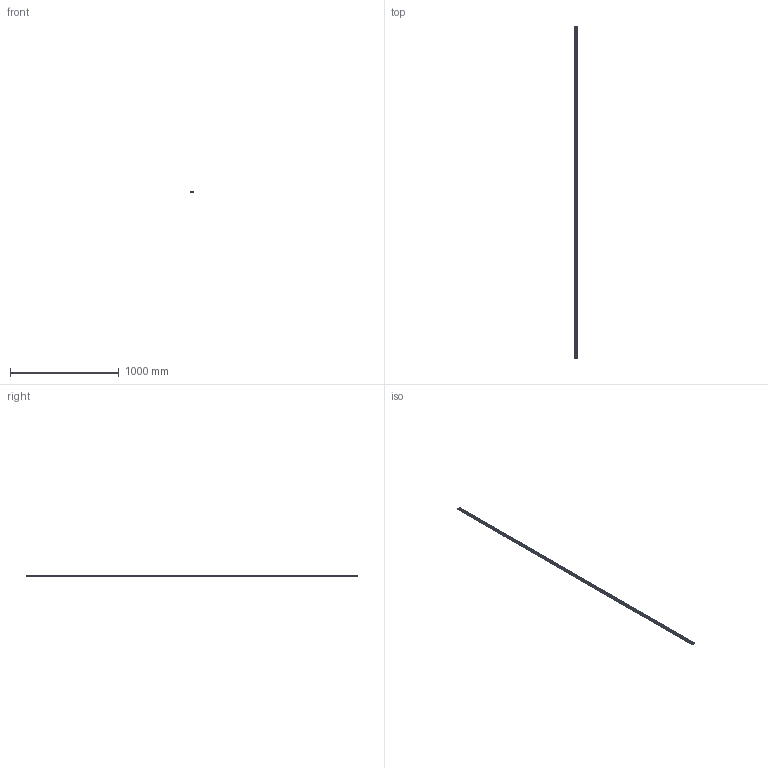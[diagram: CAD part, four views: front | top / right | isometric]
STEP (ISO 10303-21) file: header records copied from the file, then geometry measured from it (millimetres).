
FILE_DESCRIPTION(('TurboCAD Mac Pro'),'Build 980');
FILE_NAME('A1184.stp',' ',(''),(''),'ACIS Interop','IMSI','TurboCAD Mac Pro BY IMSI, INCORPORATED');
FILE_SCHEMA(('automotive_design'));
Length unit declared in the file: inch
Products named in the file (2): 1; 2
Bounding box: 31.75 x 3048 x 9.53 mm (x, y, z)
Volume: 116382.2 mm3; surface area: 461282.1 mm2
Topology: 1 solids, 1 shells, 53 faces, 153 edges, 102 vertices
Faces by surface type: bspline 33, plane 18, cylinder 2
Entity records: 2414 total; most frequent: CARTESIAN_POINT 752, ORIENTED_EDGE 306, EDGE_CURVE 153, DIRECTION 148, VERTEX_POINT 102, LINE 84, VECTOR 84, B_SPLINE_CURVE_WITH_KNOTS 60
